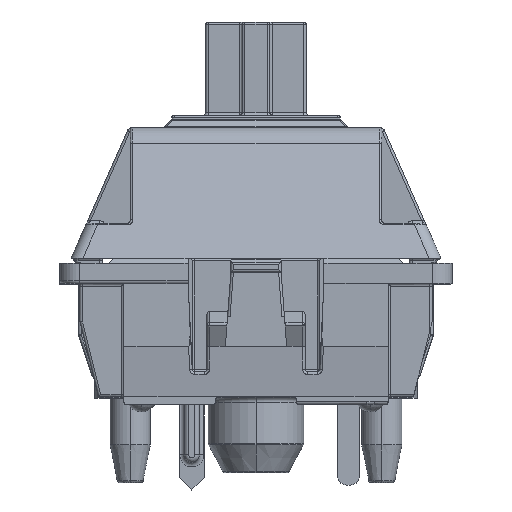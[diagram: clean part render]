
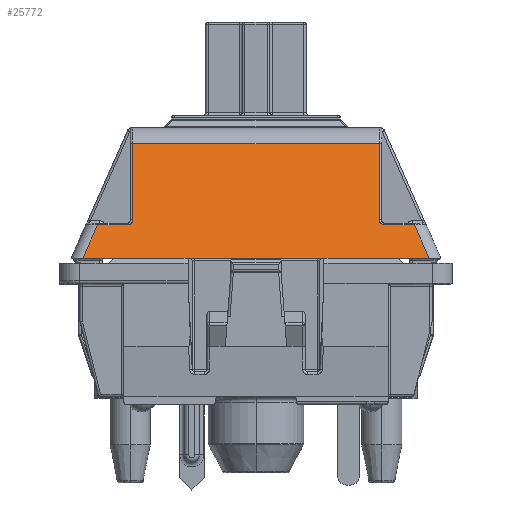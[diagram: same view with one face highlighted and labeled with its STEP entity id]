
A CAD part, top view. The second image highlights one B-rep face of the part: STEP entity #25772.
In plain terms, the highlighted planar face has unit normal (0, 0.359, 0.933).
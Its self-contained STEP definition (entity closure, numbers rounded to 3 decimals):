
#62 = DIRECTION ( 'NONE',  ( -1., 0., 0. ) ) ;
#362 = CARTESIAN_POINT ( 'NONE',  ( 13.642, 1.336, -0.514 ) ) ;
#705 = VERTEX_POINT ( 'NONE', #9034 ) ;
#1634 = DIRECTION ( 'NONE',  ( 0., -0.933, 0.359 ) ) ;
#1862 = VECTOR ( 'NONE', #62, 1000. ) ;
#2083 = EDGE_CURVE ( 'NONE', #8776, #14432, #6886, .T. ) ;
#2439 = VECTOR ( 'NONE', #26608, 1000. ) ;
#2462 = CARTESIAN_POINT ( 'NONE',  ( 10.195, 9.128, -3.511 ) ) ;
#2472 = CARTESIAN_POINT ( 'NONE',  ( 12.25, 4.559, -1.753 ) ) ;
#2548 = CARTESIAN_POINT ( 'NONE',  ( 0., 1.336, -0.514 ) ) ;
#2647 = EDGE_CURVE ( 'NONE', #8776, #15701, #32886, .T. ) ;
#2886 = CARTESIAN_POINT ( 'NONE',  ( 2.45, 1.4, -0.538 ) ) ;
#6886 = LINE ( 'NONE', #43378, #25952 ) ;
#7051 = CARTESIAN_POINT ( 'NONE',  ( 12.45, 1.336, -0.514 ) ) ;
#8776 = VERTEX_POINT ( 'NONE', #37234 ) ;
#8863 = LINE ( 'NONE', #14162, #1862 ) ;
#9034 = CARTESIAN_POINT ( 'NONE',  ( 1.058, 1.336, -0.514 ) ) ;
#9179 = VERTEX_POINT ( 'NONE', #14846 ) ;
#9421 = VERTEX_POINT ( 'NONE', #43754 ) ;
#9766 = AXIS2_PLACEMENT_3D ( 'NONE', #31503, #28197, #1634 ) ;
#10233 = CARTESIAN_POINT ( 'NONE',  ( 12.25, 1.536, -0.591 ) ) ;
#10418 = CARTESIAN_POINT ( 'NONE',  ( 0., 1.336, -0.514 ) ) ;
#11713 = EDGE_CURVE ( 'NONE', #14432, #9179, #8863, .T. ) ;
#12019 =( BOUNDED_CURVE ( )  B_SPLINE_CURVE ( 3, ( #37601, #44719, #41094, #27467 ),
 .UNSPECIFIED., .F., .F. ) 
 B_SPLINE_CURVE_WITH_KNOTS ( ( 4, 4 ),
 ( 3.142, 4.712 ),
 .UNSPECIFIED. ) 
 CURVE ( )  GEOMETRIC_REPRESENTATION_ITEM ( )  RATIONAL_B_SPLINE_CURVE ( ( 1., 0.805, 0.805, 1. ) ) 
 REPRESENTATION_ITEM ( '' )  );
#12215 = LINE ( 'NONE', #2462, #2439 ) ;
#12254 = ORIENTED_EDGE ( 'NONE', *, *, #32983, .T. ) ;
#12674 = EDGE_LOOP ( 'NONE', ( #36112, #13230, #16862, #29697, #16396, #32977, #14074, #35383, #15494, #12254 ) ) ;
#13230 = ORIENTED_EDGE ( 'NONE', *, *, #2083, .T. ) ;
#14074 = ORIENTED_EDGE ( 'NONE', *, *, #22489, .T. ) ;
#14162 = CARTESIAN_POINT ( 'NONE',  ( 2.35, 4.559, -1.753 ) ) ;
#14432 = VERTEX_POINT ( 'NONE', #2472 ) ;
#14833 = CARTESIAN_POINT ( 'NONE',  ( 0.467, 0., 0. ) ) ;
#14846 = CARTESIAN_POINT ( 'NONE',  ( 2.45, 4.559, -1.753 ) ) ;
#15242 = DIRECTION ( 'NONE',  ( -0.382, -0.863, 0.332 ) ) ;
#15494 = ORIENTED_EDGE ( 'NONE', *, *, #43936, .T. ) ;
#15701 = VERTEX_POINT ( 'NONE', #33088 ) ;
#15942 = VECTOR ( 'NONE', #34698, 1000. ) ;
#16396 = ORIENTED_EDGE ( 'NONE', *, *, #41356, .F. ) ;
#16862 = ORIENTED_EDGE ( 'NONE', *, *, #11713, .T. ) ;
#17249 = CARTESIAN_POINT ( 'NONE',  ( 12.25, 1.419, -0.546 ) ) ;
#17544 = VECTOR ( 'NONE', #32395, 1000. ) ;
#17606 = VERTEX_POINT ( 'NONE', #40472 ) ;
#20722 = VECTOR ( 'NONE', #30955, 1000. ) ;
#20907 = EDGE_CURVE ( 'NONE', #17606, #705, #27332, .T. ) ;
#22489 = EDGE_CURVE ( 'NONE', #705, #28199, #28722, .T. ) ;
#23919 = LINE ( 'NONE', #2548, #29337 ) ;
#25772 = ADVANCED_FACE ( 'NONE', ( #40016 ), #34812, .F. ) ;
#25952 = VECTOR ( 'NONE', #44746, 1000. ) ;
#26608 = DIRECTION ( 'NONE',  ( -0.382, 0.863, -0.332 ) ) ;
#27131 = VERTEX_POINT ( 'NONE', #362 ) ;
#27332 = LINE ( 'NONE', #10418, #15942 ) ;
#27447 = CARTESIAN_POINT ( 'NONE',  ( 14.233, 0., 0. ) ) ;
#27467 = CARTESIAN_POINT ( 'NONE',  ( 2.45, 1.536, -0.591 ) ) ;
#28154 = EDGE_CURVE ( 'NONE', #28199, #36059, #39794, .T. ) ;
#28197 = DIRECTION ( 'NONE',  ( 0., -0.359, -0.933 ) ) ;
#28199 = VERTEX_POINT ( 'NONE', #14833 ) ;
#28722 = LINE ( 'NONE', #35966, #43125 ) ;
#29337 = VECTOR ( 'NONE', #40458, 1000. ) ;
#29697 = ORIENTED_EDGE ( 'NONE', *, *, #31724, .T. ) ;
#30955 = DIRECTION ( 'NONE',  ( 0., -0.933, 0.359 ) ) ;
#31017 = LINE ( 'NONE', #2886, #20722 ) ;
#31503 = CARTESIAN_POINT ( 'NONE',  ( 0., 5.2, -2. ) ) ;
#31724 = EDGE_CURVE ( 'NONE', #9179, #9421, #31017, .T. ) ;
#32395 = DIRECTION ( 'NONE',  ( 1., 0., 0. ) ) ;
#32886 =( BOUNDED_CURVE ( )  B_SPLINE_CURVE ( 3, ( #10233, #17249, #41500, #7051 ),
 .UNSPECIFIED., .F., .F. ) 
 B_SPLINE_CURVE_WITH_KNOTS ( ( 4, 4 ),
 ( 4.712, 6.283 ),
 .UNSPECIFIED. ) 
 CURVE ( )  GEOMETRIC_REPRESENTATION_ITEM ( )  RATIONAL_B_SPLINE_CURVE ( ( 1., 0.805, 0.805, 1. ) ) 
 REPRESENTATION_ITEM ( '' )  );
#32977 = ORIENTED_EDGE ( 'NONE', *, *, #20907, .T. ) ;
#32983 = EDGE_CURVE ( 'NONE', #27131, #15701, #23919, .T. ) ;
#33088 = CARTESIAN_POINT ( 'NONE',  ( 12.45, 1.336, -0.514 ) ) ;
#34698 = DIRECTION ( 'NONE',  ( -1., 0., 0. ) ) ;
#34812 = PLANE ( 'NONE',  #9766 ) ;
#35383 = ORIENTED_EDGE ( 'NONE', *, *, #28154, .T. ) ;
#35728 = CARTESIAN_POINT ( 'NONE',  ( 0., 0., 0. ) ) ;
#35966 = CARTESIAN_POINT ( 'NONE',  ( 2.364, 4.289, -1.65 ) ) ;
#36059 = VERTEX_POINT ( 'NONE', #27447 ) ;
#36112 = ORIENTED_EDGE ( 'NONE', *, *, #2647, .F. ) ;
#37234 = CARTESIAN_POINT ( 'NONE',  ( 12.25, 1.536, -0.591 ) ) ;
#37601 = CARTESIAN_POINT ( 'NONE',  ( 2.25, 1.336, -0.514 ) ) ;
#39794 = LINE ( 'NONE', #35728, #17544 ) ;
#40016 = FACE_OUTER_BOUND ( 'NONE', #12674, .T. ) ;
#40458 = DIRECTION ( 'NONE',  ( -1., 0., 0. ) ) ;
#40472 = CARTESIAN_POINT ( 'NONE',  ( 2.25, 1.336, -0.514 ) ) ;
#41094 = CARTESIAN_POINT ( 'NONE',  ( 2.45, 1.419, -0.546 ) ) ;
#41356 = EDGE_CURVE ( 'NONE', #17606, #9421, #12019, .T. ) ;
#41500 = CARTESIAN_POINT ( 'NONE',  ( 12.333, 1.336, -0.514 ) ) ;
#43125 = VECTOR ( 'NONE', #15242, 1000. ) ;
#43378 = CARTESIAN_POINT ( 'NONE',  ( 12.25, 4.559, -1.753 ) ) ;
#43754 = CARTESIAN_POINT ( 'NONE',  ( 2.45, 1.536, -0.591 ) ) ;
#43936 = EDGE_CURVE ( 'NONE', #36059, #27131, #12215, .T. ) ;
#44719 = CARTESIAN_POINT ( 'NONE',  ( 2.367, 1.336, -0.514 ) ) ;
#44746 = DIRECTION ( 'NONE',  ( 0., 0.933, -0.359 ) ) ;
